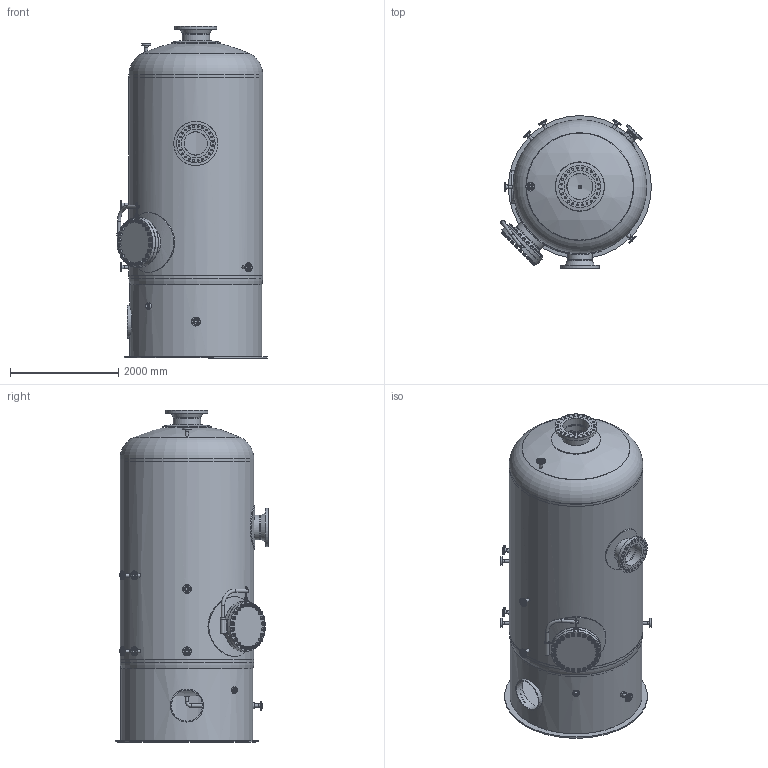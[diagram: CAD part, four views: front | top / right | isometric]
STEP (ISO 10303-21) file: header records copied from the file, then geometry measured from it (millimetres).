
FILE_DESCRIPTION(('Acid Gas Suction KO Drum 1st Stg'),'2;1');
FILE_NAME('FA-8202.stp','2013-11-28T10:32:08',('areyes'),('PEMEX Exploracion y Produccion'),'Autodesk Inventor 2012','Autodesk Inventor 2012','');
FILE_SCHEMA(('AUTOMOTIVE_DESIGN { 1 0 10303 214 1 1 1 1 }'));
Length unit declared in the file: millimetre
Products named in the file (34): FA-8202; FA-8202-03; FA-8202-01; FA-8202-02; FA-8202-04; ASME B16.5 Flange Welding Neck - Class 300 20; ASTM A 53_A 53M Pipe 20 - Schedule 40 - 6; ASME B16.5 Flange Welding Neck - Class 300 24; FA-8202-05; ASTM A 53_A 53M Pipe 24 - Schedule 40 - 8; ASME B16.5 Flange Welding Neck - Class 300 18; FA-8202-06; ASTM A 53_A 53M Pipe 18 x 0.562 - 8; ASME B16.9 Long Radius 90 Deg Elbow 2 x 0.154; ASME B16.5 Flange Welding Neck - Class 300 2; ASTM A 53_A 53M Pipe 2 - Schedule 40 - 48.867323; ASTM A 53_A 53M Pipe 2 - Schedule 40 - 6; FA-8202-07; ASTM A 53_A 53M Pipe 4 - Schedule 40 - 4; ASTM A 53_A 53M Pipe 2 - Schedule 40 - 8; ASTM A 53_A 53M Pipe 24 - Schedule 40 - 6; ASME B16.5 Flange Welding Neck - Class 300 8; ASTM A 53_A 53M Pipe 8 - Schedule 40 - 6; FA-8202-08; ASME B16.20 Spiral Wound Gasket For ASME B16.5 - Class 300-24; ASME B16.5 Flange Blind - Class 300 24; ASTM A 53_A 53M Pipe 2 - Schedule 40 - 4; 9489T940; FA-8202-09; FA-8202-10; ASTM F436 - 3_4(1); ANSI B18.2.2 - 3_4 - 10(8); FA-8202-11; ANSI B18.2.2 - 1 1_2 - 6(8)
Assembly tree (125 placements, depth 2):
  FA-8202
    FA-8202-03
    FA-8202-01
    FA-8202-02
    FA-8202-04
    ASME B16.5 Flange Welding Neck - Class 300 20
    ASTM A 53_A 53M Pipe 20 - Schedule 40 - 6
    ASME B16.5 Flange Welding Neck - Class 300 24
    FA-8202-05
    ASTM A 53_A 53M Pipe 24 - Schedule 40 - 8
    ASME B16.5 Flange Welding Neck - Class 300 18
    FA-8202-06
    ASTM A 53_A 53M Pipe 18 x 0.562 - 8
    ASME B16.9 Long Radius 90 Deg Elbow 2 x 0.154
    ASME B16.5 Flange Welding Neck - Class 300 2  x12
    ASTM A 53_A 53M Pipe 2 - Schedule 40 - 48.867323
    ASTM A 53_A 53M Pipe 2 - Schedule 40 - 6
    FA-8202-07
    ASTM A 53_A 53M Pipe 4 - Schedule 40 - 4  x3
    ASTM A 53_A 53M Pipe 2 - Schedule 40 - 8  x10
    ASTM A 53_A 53M Pipe 24 - Schedule 40 - 6
    ASME B16.5 Flange Welding Neck - Class 300 8
    ASTM A 53_A 53M Pipe 8 - Schedule 40 - 6
    FA-8202-08
    ASME B16.20 Spiral Wound Gasket For ASME B16.5 - Class 300-24
    ASME B16.5 Flange Blind - Class 300 24
    ASTM A 53_A 53M Pipe 2 - Schedule 40 - 4
    9489T940
    FA-8202-09
    FA-8202-10
    ASTM F436 - 3_4(1)
    ANSI B18.2.2 - 3_4 - 10(8)
    FA-8202-11  x24
    ANSI B18.2.2 - 1 1_2 - 6(8)  x48
Bounding box: 2783.19 x 2828.53 x 6131.61 mm (x, y, z)
Volume: 1135092881.5 mm3; surface area: 130628605.7 mm2
Topology: 125 solids, 125 shells, 1833 faces, 4102 edges, 2558 vertices
Faces by surface type: cone 753, plane 564, cylinder 492, torus 12, sphere 8, bspline 4
Full cylindrical faces by diameter (mm): 16.307 x1, 19.05 x126, 20.241 x2, 20.65 x1, 25.4 x12, 33.528 x48, 34.925 x48, 37.287 x1, 38.1 x24, 41.275 x48, 50.8 x12, 52.502 x15, 60.325 x27, 60.452 x13, 62.713 x1, 73.025 x1, 88.9 x1, 91.948 x12, 102.26 x3, 114.3 x6, 165.1 x12, 202.717 x1, 203.2 x1, 219.075 x3, 219.202 x1, 269.748 x1, 381 x1, 403.225 x1, 428.65 x1, 431.8 x1
Entity records: 21707 total; most frequent: CARTESIAN_POINT 11041, DIRECTION 1940, ORIENTED_EDGE 1622, EDGE_LOOP 972, AXIS2_PLACEMENT_3D 958, EDGE_CURVE 811, VERTEX_POINT 765, FACE_BOUND 595
